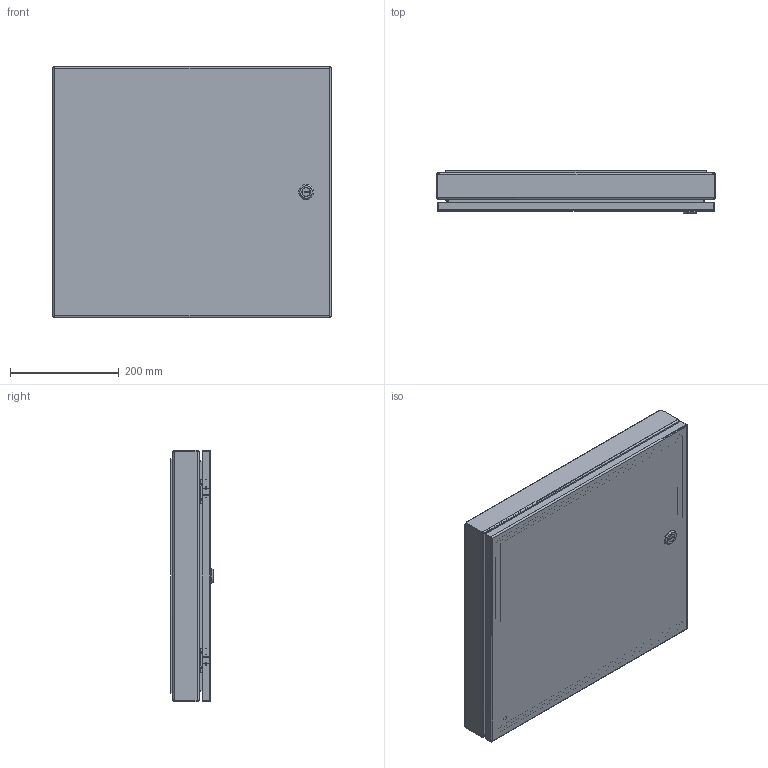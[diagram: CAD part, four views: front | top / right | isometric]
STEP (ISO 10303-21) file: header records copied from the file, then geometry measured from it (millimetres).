
FILE_DESCRIPTION (( 'STEP AP203' ), '1' );
FILE_NAME ('1481SSDH2024.step', '2020-11-12T21:38:24', ( 'ADC123' ), ( 'Microsoft' ), 'SwSTEP 2.0', 'SolidWorks 2019', '' );
FILE_SCHEMA (( 'CONFIG_CONTROL_DESIGN' ));
Length unit declared in the file: inch
Products named in the file (1): 1481SSDH2024
Bounding box: 511.56 x 77.72 x 462.03 mm (x, y, z)
Volume: 1123952.1 mm3; surface area: 1158262.3 mm2
Topology: 24 solids, 25 shells, 620 faces, 1389 edges, 834 vertices
Faces by surface type: plane 374, cylinder 149, bspline 74, torus 12, cone 11
Full cylindrical faces by diameter (mm): 4.369 x2, 5 x1, 5.74 x2, 6 x1, 6.096 x2, 6.35 x1, 7.137 x10, 7.417 x2, 7.937 x1, 9.83 x2, 10.109 x6, 12.065 x4, 12.7 x2, 13.335 x1, 15.875 x1, 16.002 x1, 19.5 x1, 19.939 x1, 27.94 x1
Entity records: 21393 total; most frequent: CARTESIAN_POINT 8441, ORIENTED_EDGE 2610, DIRECTION 2424, EDGE_CURVE 1305, VECTOR 932, LINE 932, VERTEX_POINT 825, AXIS2_PLACEMENT_3D 746
